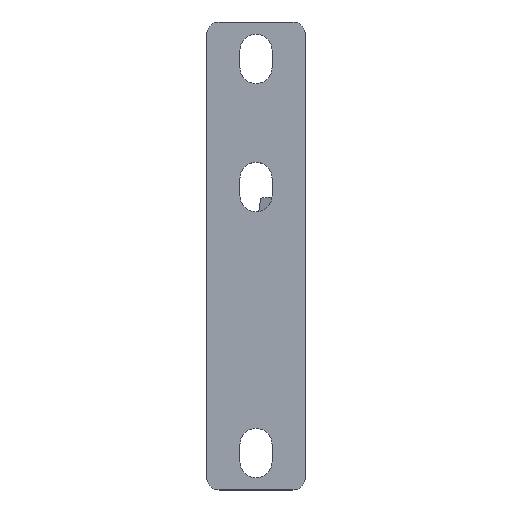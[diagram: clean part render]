
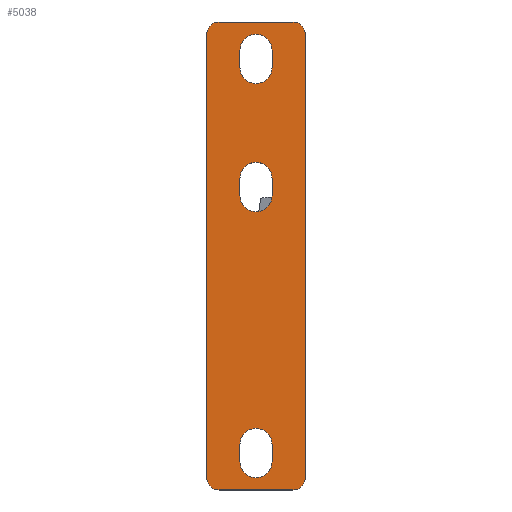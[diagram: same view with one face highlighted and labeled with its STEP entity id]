
A CAD part, top view. The second image highlights one B-rep face of the part: STEP entity #5038.
In plain terms, the highlighted face is planar.
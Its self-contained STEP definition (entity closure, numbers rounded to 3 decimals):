
#4645=DIRECTION('',(0.,0.,-1.));
#4646=VECTOR('',#4645,180.);
#4647=CARTESIAN_POINT('',(0.,-40.,-5.));
#4648=LINE('',#4647,#4646);
#4649=DIRECTION('',(0.,-1.,0.));
#4650=VECTOR('',#4649,30.);
#4651=CARTESIAN_POINT('',(0.,-5.,0.));
#4652=LINE('',#4651,#4650);
#4653=DIRECTION('',(0.,0.,1.));
#4654=VECTOR('',#4653,180.);
#4655=CARTESIAN_POINT('',(0.,0.,-185.));
#4656=LINE('',#4655,#4654);
#4657=DIRECTION('',(0.,1.,0.));
#4658=VECTOR('',#4657,30.);
#4659=CARTESIAN_POINT('',(0.,-35.,-190.));
#4660=LINE('',#4659,#4658);
#4661=DIRECTION('',(0.,0.,-1.));
#4662=VECTOR('',#4661,7.);
#4663=CARTESIAN_POINT('',(0.,-13.5,-171.5));
#4664=LINE('',#4663,#4662);
#4665=CARTESIAN_POINT('',(0.,-20.,-171.5));
#4666=DIRECTION('',(1.,0.,0.));
#4667=DIRECTION('',(0.,1.,0.));
#4668=AXIS2_PLACEMENT_3D('',#4665,#4666,#4667);
#4670=DIRECTION('',(0.,0.,1.));
#4671=VECTOR('',#4670,7.);
#4672=CARTESIAN_POINT('',(0.,-26.5,-178.5));
#4673=LINE('',#4672,#4671);
#4674=CARTESIAN_POINT('',(0.,-20.,-178.5));
#4675=DIRECTION('',(1.,0.,0.));
#4676=DIRECTION('',(0.,-1.,0.));
#4677=AXIS2_PLACEMENT_3D('',#4674,#4675,#4676);
#4679=CARTESIAN_POINT('',(0.,-20.,-18.5));
#4680=DIRECTION('',(1.,0.,0.));
#4681=DIRECTION('',(0.,-1.,0.));
#4682=AXIS2_PLACEMENT_3D('',#4679,#4680,#4681);
#4684=DIRECTION('',(0.,0.,-1.));
#4685=VECTOR('',#4684,7.);
#4686=CARTESIAN_POINT('',(0.,-13.5,-11.5));
#4687=LINE('',#4686,#4685);
#4688=CARTESIAN_POINT('',(0.,-20.,-11.5));
#4689=DIRECTION('',(1.,0.,0.));
#4690=DIRECTION('',(0.,1.,0.));
#4691=AXIS2_PLACEMENT_3D('',#4688,#4689,#4690);
#4693=DIRECTION('',(0.,0.,1.));
#4694=VECTOR('',#4693,7.);
#4695=CARTESIAN_POINT('',(0.,-26.5,-18.5));
#4696=LINE('',#4695,#4694);
#4697=DIRECTION('',(0.,0.,1.));
#4698=VECTOR('',#4697,7.);
#4699=CARTESIAN_POINT('',(0.,-26.5,-70.5));
#4700=LINE('',#4699,#4698);
#4701=CARTESIAN_POINT('',(0.,-20.,-70.5));
#4702=DIRECTION('',(1.,0.,0.));
#4703=DIRECTION('',(0.,-1.,0.));
#4704=AXIS2_PLACEMENT_3D('',#4701,#4702,#4703);
#4706=DIRECTION('',(0.,0.,-1.));
#4707=VECTOR('',#4706,7.);
#4708=CARTESIAN_POINT('',(0.,-13.5,-63.5));
#4709=LINE('',#4708,#4707);
#4710=CARTESIAN_POINT('',(0.,-20.,-63.5));
#4711=DIRECTION('',(1.,0.,0.));
#4712=DIRECTION('',(0.,1.,0.));
#4713=AXIS2_PLACEMENT_3D('',#4710,#4711,#4712);
#4728=CARTESIAN_POINT('',(0.,-35.,-185.));
#4729=DIRECTION('',(1.,0.,0.));
#4730=DIRECTION('',(0.,-1.,0.));
#4731=AXIS2_PLACEMENT_3D('',#4728,#4729,#4730);
#4746=CARTESIAN_POINT('',(0.,-5.,-185.));
#4747=DIRECTION('',(1.,0.,0.));
#4748=DIRECTION('',(0.,0.,-1.));
#4749=AXIS2_PLACEMENT_3D('',#4746,#4747,#4748);
#4764=CARTESIAN_POINT('',(0.,-5.,-5.));
#4765=DIRECTION('',(1.,0.,0.));
#4766=DIRECTION('',(0.,1.,0.));
#4767=AXIS2_PLACEMENT_3D('',#4764,#4765,#4766);
#4782=CARTESIAN_POINT('',(0.,-35.,-5.));
#4783=DIRECTION('',(1.,0.,0.));
#4784=DIRECTION('',(0.,0.,1.));
#4785=AXIS2_PLACEMENT_3D('',#4782,#4783,#4784);
#4906=CARTESIAN_POINT('',(0.,-35.,-190.));
#4908=VERTEX_POINT('',#4906);
#4911=CARTESIAN_POINT('',(0.,-40.,-185.));
#4912=VERTEX_POINT('',#4911);
#4914=CARTESIAN_POINT('',(0.,0.,-185.));
#4916=VERTEX_POINT('',#4914);
#4919=CARTESIAN_POINT('',(0.,-5.,-190.));
#4920=VERTEX_POINT('',#4919);
#4922=CARTESIAN_POINT('',(0.,-40.,-5.));
#4924=VERTEX_POINT('',#4922);
#4927=CARTESIAN_POINT('',(0.,-35.,0.));
#4928=VERTEX_POINT('',#4927);
#4930=CARTESIAN_POINT('',(0.,-5.,0.));
#4932=VERTEX_POINT('',#4930);
#4935=CARTESIAN_POINT('',(0.,0.,-5.));
#4936=VERTEX_POINT('',#4935);
#4937=CARTESIAN_POINT('',(0.,-13.5,-171.5));
#4938=CARTESIAN_POINT('',(0.,-13.5,-178.5));
#4939=VERTEX_POINT('',#4937);
#4940=VERTEX_POINT('',#4938);
#4941=CARTESIAN_POINT('',(0.,-26.5,-178.5));
#4942=VERTEX_POINT('',#4941);
#4943=CARTESIAN_POINT('',(0.,-26.5,-171.5));
#4944=VERTEX_POINT('',#4943);
#4945=CARTESIAN_POINT('',(0.,-26.5,-18.5));
#4946=CARTESIAN_POINT('',(0.,-13.5,-18.5));
#4947=VERTEX_POINT('',#4945);
#4948=VERTEX_POINT('',#4946);
#4949=CARTESIAN_POINT('',(0.,-26.5,-11.5));
#4950=VERTEX_POINT('',#4949);
#4951=CARTESIAN_POINT('',(0.,-13.5,-11.5));
#4952=VERTEX_POINT('',#4951);
#4969=CARTESIAN_POINT('',(0.,-26.5,-70.5));
#4970=CARTESIAN_POINT('',(0.,-26.5,-63.5));
#4971=VERTEX_POINT('',#4969);
#4972=VERTEX_POINT('',#4970);
#4973=CARTESIAN_POINT('',(0.,-13.5,-63.5));
#4974=VERTEX_POINT('',#4973);
#4975=CARTESIAN_POINT('',(0.,-13.5,-70.5));
#4976=VERTEX_POINT('',#4975);
#4985=CARTESIAN_POINT('',(0.,0.,0.));
#4986=DIRECTION('',(1.,0.,0.));
#4987=DIRECTION('',(0.,-1.,0.));
#4988=AXIS2_PLACEMENT_3D('',#4985,#4986,#4987);
#4989=PLANE('',#4988);
#4991=ORIENTED_EDGE('',*,*,#4990,.F.);
#4993=ORIENTED_EDGE('',*,*,#4992,.F.);
#4995=ORIENTED_EDGE('',*,*,#4994,.F.);
#4997=ORIENTED_EDGE('',*,*,#4996,.F.);
#4999=ORIENTED_EDGE('',*,*,#4998,.F.);
#5001=ORIENTED_EDGE('',*,*,#5000,.F.);
#5003=ORIENTED_EDGE('',*,*,#5002,.F.);
#5005=ORIENTED_EDGE('',*,*,#5004,.F.);
#5006=EDGE_LOOP('',(#4991,#4993,#4995,#4997,#4999,#5001,#5003,#5005));
#5007=FACE_OUTER_BOUND('',#5006,.F.);
#5009=ORIENTED_EDGE('',*,*,#5008,.F.);
#5011=ORIENTED_EDGE('',*,*,#5010,.T.);
#5013=ORIENTED_EDGE('',*,*,#5012,.F.);
#5015=ORIENTED_EDGE('',*,*,#5014,.T.);
#5016=EDGE_LOOP('',(#5009,#5011,#5013,#5015));
#5017=FACE_BOUND('',#5016,.F.);
#5019=ORIENTED_EDGE('',*,*,#5018,.T.);
#5021=ORIENTED_EDGE('',*,*,#5020,.F.);
#5023=ORIENTED_EDGE('',*,*,#5022,.T.);
#5025=ORIENTED_EDGE('',*,*,#5024,.F.);
#5026=EDGE_LOOP('',(#5019,#5021,#5023,#5025));
#5027=FACE_BOUND('',#5026,.F.);
#5029=ORIENTED_EDGE('',*,*,#5028,.F.);
#5031=ORIENTED_EDGE('',*,*,#5030,.T.);
#5033=ORIENTED_EDGE('',*,*,#5032,.F.);
#5035=ORIENTED_EDGE('',*,*,#5034,.T.);
#5036=EDGE_LOOP('',(#5029,#5031,#5033,#5035));
#5037=FACE_BOUND('',#5036,.F.);
#5038=ADVANCED_FACE('',(#5007,#5017,#5027,#5037),#4989,.T.);
#4669=CIRCLE('',#4668,6.5);
#4678=CIRCLE('',#4677,6.5);
#4683=CIRCLE('',#4682,6.5);
#4692=CIRCLE('',#4691,6.5);
#4705=CIRCLE('',#4704,6.5);
#4714=CIRCLE('',#4713,6.5);
#4732=CIRCLE('',#4731,5.);
#4750=CIRCLE('',#4749,5.);
#4768=CIRCLE('',#4767,5.);
#4786=CIRCLE('',#4785,5.);
#4990=EDGE_CURVE('',#4912,#4908,#4732,.T.);
#4992=EDGE_CURVE('',#4924,#4912,#4648,.T.);
#4994=EDGE_CURVE('',#4928,#4924,#4786,.T.);
#4996=EDGE_CURVE('',#4932,#4928,#4652,.T.);
#4998=EDGE_CURVE('',#4936,#4932,#4768,.T.);
#5000=EDGE_CURVE('',#4916,#4936,#4656,.T.);
#5002=EDGE_CURVE('',#4920,#4916,#4750,.T.);
#5004=EDGE_CURVE('',#4908,#4920,#4660,.T.);
#5008=EDGE_CURVE('',#4939,#4940,#4664,.T.);
#5010=EDGE_CURVE('',#4939,#4944,#4669,.T.);
#5012=EDGE_CURVE('',#4942,#4944,#4673,.T.);
#5014=EDGE_CURVE('',#4942,#4940,#4678,.T.);
#5018=EDGE_CURVE('',#4947,#4948,#4683,.T.);
#5020=EDGE_CURVE('',#4952,#4948,#4687,.T.);
#5022=EDGE_CURVE('',#4952,#4950,#4692,.T.);
#5024=EDGE_CURVE('',#4947,#4950,#4696,.T.);
#5028=EDGE_CURVE('',#4971,#4972,#4700,.T.);
#5030=EDGE_CURVE('',#4971,#4976,#4705,.T.);
#5032=EDGE_CURVE('',#4974,#4976,#4709,.T.);
#5034=EDGE_CURVE('',#4974,#4972,#4714,.T.);
